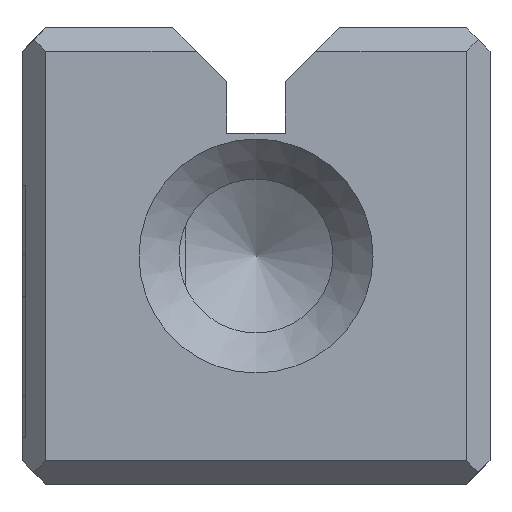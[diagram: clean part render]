
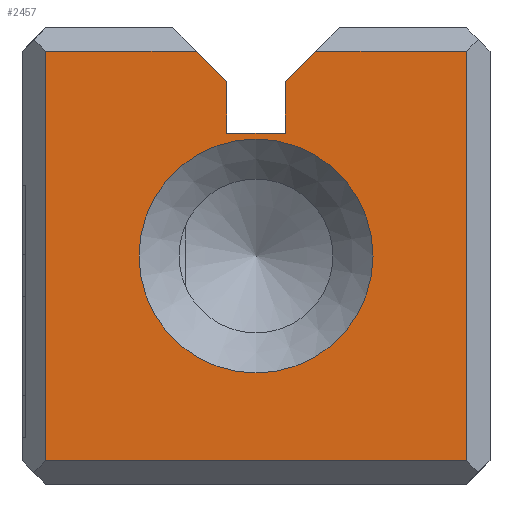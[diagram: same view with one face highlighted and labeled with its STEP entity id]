
A CAD part, front view. The second image highlights one B-rep face of the part: STEP entity #2457.
In plain terms, the highlighted planar face has unit normal (0, -1, 0).
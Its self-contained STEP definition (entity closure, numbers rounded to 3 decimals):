
#2457=ADVANCED_FACE('',(#3367,#3368),#2834,.T.);
#2834=PLANE('',#8749);
#3084=CIRCLE('',#8748,1.);
#3367=FACE_BOUND('',#3567,.T.);
#3368=FACE_BOUND('',#3568,.T.);
#3567=EDGE_LOOP('',(#4277,#4278,#4279,#4280,#4281,#4282,#4283,#4284,#4285,
#4286));
#3568=EDGE_LOOP('',(#4287));
#4277=ORIENTED_EDGE('',*,*,#6747,.T.);
#4278=ORIENTED_EDGE('',*,*,#6748,.F.);
#4279=ORIENTED_EDGE('',*,*,#6749,.F.);
#4280=ORIENTED_EDGE('',*,*,#6750,.F.);
#4281=ORIENTED_EDGE('',*,*,#6751,.T.);
#4282=ORIENTED_EDGE('',*,*,#6752,.T.);
#4283=ORIENTED_EDGE('',*,*,#6753,.T.);
#4284=ORIENTED_EDGE('',*,*,#6754,.T.);
#4285=ORIENTED_EDGE('',*,*,#6755,.T.);
#4286=ORIENTED_EDGE('',*,*,#6756,.F.);
#4287=ORIENTED_EDGE('',*,*,#6757,.T.);
#6109=VERTEX_POINT('',#11229);
#6110=VERTEX_POINT('',#11230);
#6111=VERTEX_POINT('',#11232);
#6112=VERTEX_POINT('',#11234);
#6113=VERTEX_POINT('',#11236);
#6114=VERTEX_POINT('',#11238);
#6115=VERTEX_POINT('',#11240);
#6116=VERTEX_POINT('',#11242);
#6117=VERTEX_POINT('',#11244);
#6118=VERTEX_POINT('',#11246);
#6119=VERTEX_POINT('',#11249);
#6747=EDGE_CURVE('',#6109,#6110,#7573,.T.);
#6748=EDGE_CURVE('',#6111,#6110,#7574,.T.);
#6749=EDGE_CURVE('',#6112,#6111,#7575,.T.);
#6750=EDGE_CURVE('',#6113,#6112,#7576,.T.);
#6751=EDGE_CURVE('',#6113,#6114,#7577,.T.);
#6752=EDGE_CURVE('',#6114,#6115,#7578,.T.);
#6753=EDGE_CURVE('',#6115,#6116,#7579,.T.);
#6754=EDGE_CURVE('',#6116,#6117,#7580,.T.);
#6755=EDGE_CURVE('',#6117,#6118,#7581,.T.);
#6756=EDGE_CURVE('',#6109,#6118,#7582,.T.);
#6757=EDGE_CURVE('',#6119,#6119,#3084,.T.);
#7573=LINE('',#11228,#8233);
#7574=LINE('',#11231,#8234);
#7575=LINE('',#11233,#8235);
#7576=LINE('',#11235,#8236);
#7577=LINE('',#11237,#8237);
#7578=LINE('',#11239,#8238);
#7579=LINE('',#11241,#8239);
#7580=LINE('',#11243,#8240);
#7581=LINE('',#11245,#8241);
#7582=LINE('',#11247,#8242);
#8233=VECTOR('',#9293,1.);
#8234=VECTOR('',#9294,1.);
#8235=VECTOR('',#9295,1.);
#8236=VECTOR('',#9296,1.);
#8237=VECTOR('',#9297,1.);
#8238=VECTOR('',#9298,1.);
#8239=VECTOR('',#9299,1.);
#8240=VECTOR('',#9300,1.);
#8241=VECTOR('',#9301,1.);
#8242=VECTOR('',#9302,1.);
#8748=AXIS2_PLACEMENT_3D('',#11248,#9303,#9304);
#8749=AXIS2_PLACEMENT_3D('',#11250,#9305,#9306);
#9293=DIRECTION('',(0.,0.,-1.));
#9294=DIRECTION('',(1.,0.,0.));
#9295=DIRECTION('',(0.,0.,-1.));
#9296=DIRECTION('',(0.707,0.,-0.707));
#9297=DIRECTION('',(-1.,0.,0.));
#9298=DIRECTION('',(0.,0.,-1.));
#9299=DIRECTION('',(1.,0.,0.));
#9300=DIRECTION('',(0.,0.,1.));
#9301=DIRECTION('',(-1.,0.,0.));
#9302=DIRECTION('',(0.707,0.,0.707));
#9303=DIRECTION('',(0.,1.,0.));
#9304=DIRECTION('',(0.,0.,1.));
#9305=DIRECTION('',(0.,-1.,0.));
#9306=DIRECTION('',(0.,0.,1.));
#11228=CARTESIAN_POINT('',(2.25,0.,3.));
#11229=CARTESIAN_POINT('',(2.25,0.,3.439));
#11230=CARTESIAN_POINT('',(2.25,0.,3.));
#11231=CARTESIAN_POINT('',(1.75,0.,3.));
#11232=CARTESIAN_POINT('',(1.75,0.,3.));
#11233=CARTESIAN_POINT('',(1.75,0.,3.));
#11234=CARTESIAN_POINT('',(1.75,0.,3.439));
#11235=CARTESIAN_POINT('',(1.289,0.,3.9));
#11236=CARTESIAN_POINT('',(1.489,0.,3.7));
#11237=CARTESIAN_POINT('',(2.,0.,3.7));
#11238=CARTESIAN_POINT('',(0.2,0.,3.7));
#11239=CARTESIAN_POINT('',(0.2,0.,0.));
#11240=CARTESIAN_POINT('',(0.2,0.,0.2));
#11241=CARTESIAN_POINT('',(2.,0.,0.2));
#11242=CARTESIAN_POINT('',(3.8,0.,0.2));
#11243=CARTESIAN_POINT('',(3.8,0.,0.));
#11244=CARTESIAN_POINT('',(3.8,0.,3.7));
#11245=CARTESIAN_POINT('',(2.,0.,3.7));
#11246=CARTESIAN_POINT('',(2.511,0.,3.7));
#11247=CARTESIAN_POINT('',(2.,0.,3.189));
#11248=CARTESIAN_POINT('',(2.,0.,1.95));
#11249=CARTESIAN_POINT('',(2.,0.,2.95));
#11250=CARTESIAN_POINT('',(2.,0.,0.));
